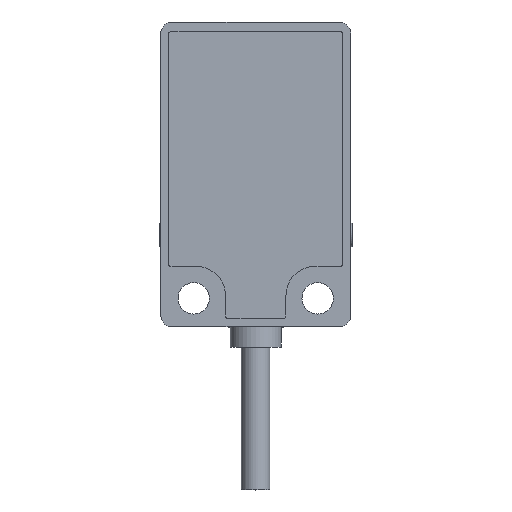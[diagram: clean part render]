
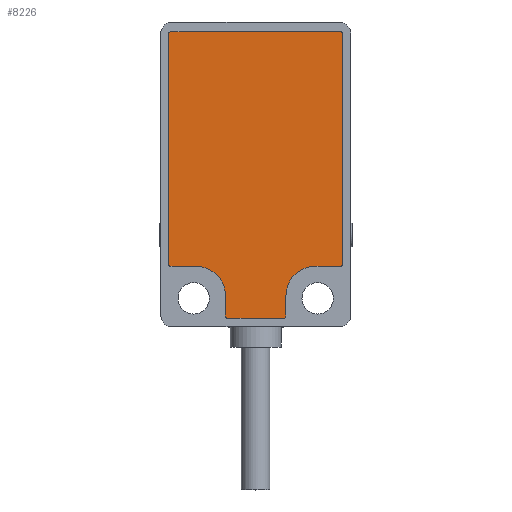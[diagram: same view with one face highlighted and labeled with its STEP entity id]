
A CAD part, top view. The second image highlights one B-rep face of the part: STEP entity #8226.
In plain terms, the highlighted planar face has unit normal (0, 0, 1).
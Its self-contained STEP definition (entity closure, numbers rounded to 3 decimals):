
#7803=CARTESIAN_POINT('',(-8.89,14.795,0.5));
#7804=DIRECTION('',(0.,0.,1.));
#7805=DIRECTION('',(0.,1.,0.));
#7806=AXIS2_PLACEMENT_3D('',#7803,#7804,#7805);
#7808=DIRECTION('',(-1.,0.,0.));
#7809=VECTOR('',#7808,17.78);
#7810=CARTESIAN_POINT('',(8.89,15.049,0.5));
#7811=LINE('',#7810,#7809);
#7812=CARTESIAN_POINT('',(8.89,14.795,0.5));
#7813=DIRECTION('',(0.,0.,1.));
#7814=DIRECTION('',(1.,0.,0.));
#7815=AXIS2_PLACEMENT_3D('',#7812,#7813,#7814);
#7817=DIRECTION('',(0.,1.,0.));
#7818=VECTOR('',#7817,24.13);
#7819=CARTESIAN_POINT('',(9.144,-9.335,0.5));
#7820=LINE('',#7819,#7818);
#7821=CARTESIAN_POINT('',(8.89,-9.335,0.5));
#7822=DIRECTION('',(0.,0.,1.));
#7823=DIRECTION('',(0.,-1.,0.));
#7824=AXIS2_PLACEMENT_3D('',#7821,#7822,#7823);
#7826=DIRECTION('',(1.,0.,0.));
#7827=VECTOR('',#7826,2.667);
#7828=CARTESIAN_POINT('',(6.223,-9.589,0.5));
#7829=LINE('',#7828,#7827);
#7830=CARTESIAN_POINT('',(6.223,-12.637,0.5));
#7831=DIRECTION('',(0.,0.,-1.));
#7832=DIRECTION('',(-1.,0.,0.));
#7833=AXIS2_PLACEMENT_3D('',#7830,#7831,#7832);
#7835=DIRECTION('',(0.,1.,0.));
#7836=VECTOR('',#7835,2.159);
#7837=CARTESIAN_POINT('',(3.175,-14.796,0.5));
#7838=LINE('',#7837,#7836);
#7839=CARTESIAN_POINT('',(2.921,-14.796,0.5));
#7840=DIRECTION('',(0.,0.,1.));
#7841=DIRECTION('',(0.,-1.,0.));
#7842=AXIS2_PLACEMENT_3D('',#7839,#7840,#7841);
#7844=DIRECTION('',(1.,0.,0.));
#7845=VECTOR('',#7844,5.842);
#7846=CARTESIAN_POINT('',(-2.921,-15.05,0.5));
#7847=LINE('',#7846,#7845);
#7848=CARTESIAN_POINT('',(-2.921,-14.796,0.5));
#7849=DIRECTION('',(0.,0.,1.));
#7850=DIRECTION('',(-1.,0.,0.));
#7851=AXIS2_PLACEMENT_3D('',#7848,#7849,#7850);
#7853=DIRECTION('',(0.,-1.,0.));
#7854=VECTOR('',#7853,2.159);
#7855=CARTESIAN_POINT('',(-3.175,-12.637,0.5));
#7856=LINE('',#7855,#7854);
#7857=CARTESIAN_POINT('',(-6.223,-12.637,0.5));
#7858=DIRECTION('',(0.,0.,-1.));
#7859=DIRECTION('',(0.,1.,0.));
#7860=AXIS2_PLACEMENT_3D('',#7857,#7858,#7859);
#7862=DIRECTION('',(1.,0.,0.));
#7863=VECTOR('',#7862,2.667);
#7864=CARTESIAN_POINT('',(-8.89,-9.589,0.5));
#7865=LINE('',#7864,#7863);
#7866=CARTESIAN_POINT('',(-8.89,-9.335,0.5));
#7867=DIRECTION('',(0.,0.,1.));
#7868=DIRECTION('',(-1.,0.,0.));
#7869=AXIS2_PLACEMENT_3D('',#7866,#7867,#7868);
#7871=DIRECTION('',(0.,-1.,0.));
#7872=VECTOR('',#7871,24.13);
#7873=CARTESIAN_POINT('',(-9.144,14.795,0.5));
#7874=LINE('',#7873,#7872);
#7907=CARTESIAN_POINT('',(-8.89,15.049,0.5));
#7908=CARTESIAN_POINT('',(-9.144,14.795,0.5));
#7909=VERTEX_POINT('',#7907);
#7910=VERTEX_POINT('',#7908);
#7911=CARTESIAN_POINT('',(-9.144,-9.335,0.5));
#7912=VERTEX_POINT('',#7911);
#7913=CARTESIAN_POINT('',(-8.89,-9.589,0.5));
#7914=VERTEX_POINT('',#7913);
#7915=CARTESIAN_POINT('',(-6.223,-9.589,0.5));
#7916=VERTEX_POINT('',#7915);
#7917=CARTESIAN_POINT('',(-3.175,-12.637,0.5));
#7918=VERTEX_POINT('',#7917);
#7919=CARTESIAN_POINT('',(-3.175,-14.796,0.5));
#7920=VERTEX_POINT('',#7919);
#7921=CARTESIAN_POINT('',(-2.921,-15.05,0.5));
#7922=VERTEX_POINT('',#7921);
#7923=CARTESIAN_POINT('',(2.921,-15.05,0.5));
#7924=VERTEX_POINT('',#7923);
#7925=CARTESIAN_POINT('',(3.175,-14.796,0.5));
#7926=VERTEX_POINT('',#7925);
#7927=CARTESIAN_POINT('',(3.175,-12.637,0.5));
#7928=VERTEX_POINT('',#7927);
#7929=CARTESIAN_POINT('',(6.223,-9.589,0.5));
#7930=VERTEX_POINT('',#7929);
#7931=CARTESIAN_POINT('',(8.89,-9.589,0.5));
#7932=VERTEX_POINT('',#7931);
#7933=CARTESIAN_POINT('',(9.144,-9.335,0.5));
#7934=VERTEX_POINT('',#7933);
#7935=CARTESIAN_POINT('',(9.144,14.795,0.5));
#7936=VERTEX_POINT('',#7935);
#7937=CARTESIAN_POINT('',(8.89,15.049,0.5));
#7938=VERTEX_POINT('',#7937);
#8203=CARTESIAN_POINT('',(0.,0.,0.5));
#8204=DIRECTION('',(0.,0.,1.));
#8205=DIRECTION('',(1.,0.,0.));
#8206=AXIS2_PLACEMENT_3D('',#8203,#8204,#8205);
#8207=PLANE('',#8206);
#8208=ORIENTED_EDGE('',*,*,#7987,.F.);
#8209=ORIENTED_EDGE('',*,*,#8002,.F.);
#8210=ORIENTED_EDGE('',*,*,#8016,.F.);
#8211=ORIENTED_EDGE('',*,*,#8030,.F.);
#8212=ORIENTED_EDGE('',*,*,#8044,.F.);
#8213=ORIENTED_EDGE('',*,*,#8058,.F.);
#8214=ORIENTED_EDGE('',*,*,#8072,.F.);
#8215=ORIENTED_EDGE('',*,*,#8086,.F.);
#8216=ORIENTED_EDGE('',*,*,#8100,.F.);
#8217=ORIENTED_EDGE('',*,*,#8114,.F.);
#8218=ORIENTED_EDGE('',*,*,#8128,.F.);
#8219=ORIENTED_EDGE('',*,*,#8142,.F.);
#8220=ORIENTED_EDGE('',*,*,#8156,.F.);
#8221=ORIENTED_EDGE('',*,*,#8170,.F.);
#8222=ORIENTED_EDGE('',*,*,#8184,.F.);
#8223=ORIENTED_EDGE('',*,*,#8197,.F.);
#8224=EDGE_LOOP('',(#8208,#8209,#8210,#8211,#8212,#8213,#8214,#8215,#8216,#8217,
#8218,#8219,#8220,#8221,#8222,#8223));
#8225=FACE_OUTER_BOUND('',#8224,.F.);
#8226=ADVANCED_FACE('',(#8225),#8207,.T.);
#7807=CIRCLE('',#7806,0.254);
#7816=CIRCLE('',#7815,0.254);
#7825=CIRCLE('',#7824,0.254);
#7834=CIRCLE('',#7833,3.048);
#7843=CIRCLE('',#7842,0.254);
#7852=CIRCLE('',#7851,0.254);
#7861=CIRCLE('',#7860,3.048);
#7870=CIRCLE('',#7869,0.254);
#7987=EDGE_CURVE('',#7909,#7910,#7807,.T.);
#8002=EDGE_CURVE('',#7938,#7909,#7811,.T.);
#8016=EDGE_CURVE('',#7936,#7938,#7816,.T.);
#8030=EDGE_CURVE('',#7934,#7936,#7820,.T.);
#8044=EDGE_CURVE('',#7932,#7934,#7825,.T.);
#8058=EDGE_CURVE('',#7930,#7932,#7829,.T.);
#8072=EDGE_CURVE('',#7928,#7930,#7834,.T.);
#8086=EDGE_CURVE('',#7926,#7928,#7838,.T.);
#8100=EDGE_CURVE('',#7924,#7926,#7843,.T.);
#8114=EDGE_CURVE('',#7922,#7924,#7847,.T.);
#8128=EDGE_CURVE('',#7920,#7922,#7852,.T.);
#8142=EDGE_CURVE('',#7918,#7920,#7856,.T.);
#8156=EDGE_CURVE('',#7916,#7918,#7861,.T.);
#8170=EDGE_CURVE('',#7914,#7916,#7865,.T.);
#8184=EDGE_CURVE('',#7912,#7914,#7870,.T.);
#8197=EDGE_CURVE('',#7910,#7912,#7874,.T.);
